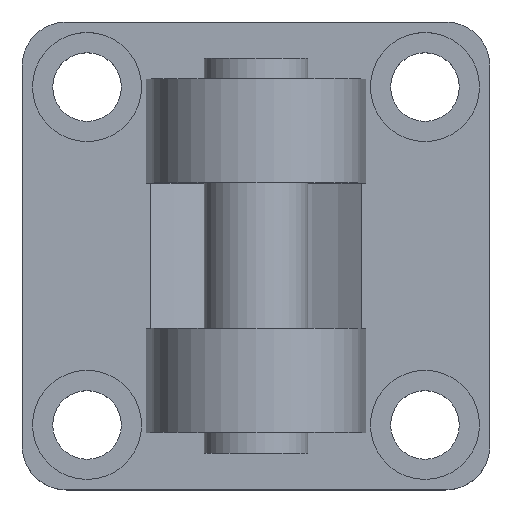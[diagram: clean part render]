
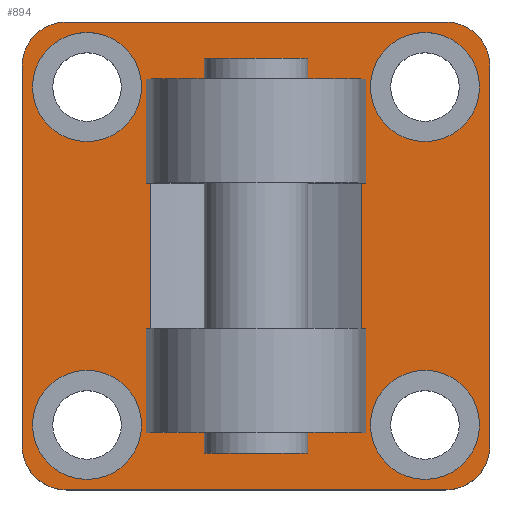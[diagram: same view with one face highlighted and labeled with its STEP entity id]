
A CAD part, top view. The second image highlights one B-rep face of the part: STEP entity #894.
In plain terms, the highlighted planar face has unit normal (0, 0, 1).
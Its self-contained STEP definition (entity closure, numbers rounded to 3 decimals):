
#39=CIRCLE('',#940,5.25);
#40=CIRCLE('',#941,5.25);
#41=CIRCLE('',#942,5.25);
#42=CIRCLE('',#943,5.25);
#43=CIRCLE('',#944,4.25);
#44=CIRCLE('',#945,4.25);
#45=CIRCLE('',#946,4.25);
#46=CIRCLE('',#947,4.25);
#77=ORIENTED_EDGE('',*,*,#233,.F.);
#78=ORIENTED_EDGE('',*,*,#234,.T.);
#79=ORIENTED_EDGE('',*,*,#235,.T.);
#80=ORIENTED_EDGE('',*,*,#236,.T.);
#81=ORIENTED_EDGE('',*,*,#237,.T.);
#82=ORIENTED_EDGE('',*,*,#238,.F.);
#83=ORIENTED_EDGE('',*,*,#239,.T.);
#84=ORIENTED_EDGE('',*,*,#240,.T.);
#85=ORIENTED_EDGE('',*,*,#241,.T.);
#86=ORIENTED_EDGE('',*,*,#242,.T.);
#87=ORIENTED_EDGE('',*,*,#243,.T.);
#88=ORIENTED_EDGE('',*,*,#244,.F.);
#89=ORIENTED_EDGE('',*,*,#245,.T.);
#90=ORIENTED_EDGE('',*,*,#246,.T.);
#91=ORIENTED_EDGE('',*,*,#247,.T.);
#92=ORIENTED_EDGE('',*,*,#248,.T.);
#93=ORIENTED_EDGE('',*,*,#249,.F.);
#94=ORIENTED_EDGE('',*,*,#250,.F.);
#95=ORIENTED_EDGE('',*,*,#251,.F.);
#96=ORIENTED_EDGE('',*,*,#252,.F.);
#97=ORIENTED_EDGE('',*,*,#253,.F.);
#98=ORIENTED_EDGE('',*,*,#254,.F.);
#99=ORIENTED_EDGE('',*,*,#255,.F.);
#100=ORIENTED_EDGE('',*,*,#256,.F.);
#233=EDGE_CURVE('',#311,#312,#371,.T.);
#234=EDGE_CURVE('',#311,#313,#372,.T.);
#235=EDGE_CURVE('',#313,#314,#373,.T.);
#236=EDGE_CURVE('',#314,#315,#374,.T.);
#237=EDGE_CURVE('',#315,#316,#375,.T.);
#238=EDGE_CURVE('',#317,#316,#376,.T.);
#239=EDGE_CURVE('',#317,#318,#377,.T.);
#240=EDGE_CURVE('',#318,#319,#378,.T.);
#241=EDGE_CURVE('',#319,#320,#379,.T.);
#242=EDGE_CURVE('',#320,#321,#380,.T.);
#243=EDGE_CURVE('',#321,#322,#381,.T.);
#244=EDGE_CURVE('',#312,#322,#382,.T.);
#245=EDGE_CURVE('',#323,#323,#39,.T.);
#246=EDGE_CURVE('',#324,#324,#40,.T.);
#247=EDGE_CURVE('',#325,#325,#41,.T.);
#248=EDGE_CURVE('',#326,#326,#42,.T.);
#249=EDGE_CURVE('',#327,#328,#43,.T.);
#250=EDGE_CURVE('',#329,#327,#383,.T.);
#251=EDGE_CURVE('',#330,#329,#44,.T.);
#252=EDGE_CURVE('',#331,#330,#384,.T.);
#253=EDGE_CURVE('',#332,#331,#45,.T.);
#254=EDGE_CURVE('',#333,#332,#385,.T.);
#255=EDGE_CURVE('',#334,#333,#46,.T.);
#256=EDGE_CURVE('',#328,#334,#386,.T.);
#311=VERTEX_POINT('',#1218);
#312=VERTEX_POINT('',#1219);
#313=VERTEX_POINT('',#1221);
#314=VERTEX_POINT('',#1223);
#315=VERTEX_POINT('',#1225);
#316=VERTEX_POINT('',#1227);
#317=VERTEX_POINT('',#1229);
#318=VERTEX_POINT('',#1231);
#319=VERTEX_POINT('',#1233);
#320=VERTEX_POINT('',#1235);
#321=VERTEX_POINT('',#1237);
#322=VERTEX_POINT('',#1239);
#323=VERTEX_POINT('',#1242);
#324=VERTEX_POINT('',#1244);
#325=VERTEX_POINT('',#1246);
#326=VERTEX_POINT('',#1248);
#327=VERTEX_POINT('',#1250);
#328=VERTEX_POINT('',#1251);
#329=VERTEX_POINT('',#1253);
#330=VERTEX_POINT('',#1255);
#331=VERTEX_POINT('',#1257);
#332=VERTEX_POINT('',#1259);
#333=VERTEX_POINT('',#1261);
#334=VERTEX_POINT('',#1263);
#371=LINE('',#1217,#411);
#372=LINE('',#1220,#412);
#373=LINE('',#1222,#413);
#374=LINE('',#1224,#414);
#375=LINE('',#1226,#415);
#376=LINE('',#1228,#416);
#377=LINE('',#1230,#417);
#378=LINE('',#1232,#418);
#379=LINE('',#1234,#419);
#380=LINE('',#1236,#420);
#381=LINE('',#1238,#421);
#382=LINE('',#1240,#422);
#383=LINE('',#1252,#423);
#384=LINE('',#1256,#424);
#385=LINE('',#1260,#425);
#386=LINE('',#1264,#426);
#411=VECTOR('',#1021,1000.);
#412=VECTOR('',#1022,1000.);
#413=VECTOR('',#1023,1000.);
#414=VECTOR('',#1024,1000.);
#415=VECTOR('',#1025,1000.);
#416=VECTOR('',#1026,1000.);
#417=VECTOR('',#1027,1000.);
#418=VECTOR('',#1028,1000.);
#419=VECTOR('',#1029,1000.);
#420=VECTOR('',#1030,1000.);
#421=VECTOR('',#1031,1000.);
#422=VECTOR('',#1032,1000.);
#423=VECTOR('',#1043,1000.);
#424=VECTOR('',#1046,1000.);
#425=VECTOR('',#1049,1000.);
#426=VECTOR('',#1052,1000.);
#451=EDGE_LOOP('',(#77,#78,#79,#80,#81,#82,#83,#84,#85,#86,#87,#88));
#452=EDGE_LOOP('',(#89));
#453=EDGE_LOOP('',(#90));
#454=EDGE_LOOP('',(#91));
#455=EDGE_LOOP('',(#92));
#456=EDGE_LOOP('',(#93,#94,#95,#96,#97,#98,#99,#100));
#521=FACE_BOUND('',#451,.T.);
#522=FACE_BOUND('',#452,.T.);
#523=FACE_BOUND('',#453,.T.);
#524=FACE_BOUND('',#454,.T.);
#525=FACE_BOUND('',#455,.T.);
#526=FACE_BOUND('',#456,.T.);
#591=PLANE('',#939);
#894=ADVANCED_FACE('',(#521,#522,#523,#524,#525,#526),#591,.T.);
#939=AXIS2_PLACEMENT_3D('',#1216,#1019,#1020);
#940=AXIS2_PLACEMENT_3D('',#1241,#1033,#1034);
#941=AXIS2_PLACEMENT_3D('',#1243,#1035,#1036);
#942=AXIS2_PLACEMENT_3D('',#1245,#1037,#1038);
#943=AXIS2_PLACEMENT_3D('',#1247,#1039,#1040);
#944=AXIS2_PLACEMENT_3D('',#1249,#1041,#1042);
#945=AXIS2_PLACEMENT_3D('',#1254,#1044,#1045);
#946=AXIS2_PLACEMENT_3D('',#1258,#1047,#1048);
#947=AXIS2_PLACEMENT_3D('',#1262,#1050,#1051);
#1019=DIRECTION('',(0.,0.,1.));
#1020=DIRECTION('',(1.,0.,0.));
#1021=DIRECTION('',(0.,1.,0.));
#1022=DIRECTION('',(1.,0.,0.));
#1023=DIRECTION('',(0.,-1.,0.));
#1024=DIRECTION('',(-1.,0.,0.));
#1025=DIRECTION('',(0.,1.,0.));
#1026=DIRECTION('',(-1.,0.,0.));
#1027=DIRECTION('',(0.,1.,0.));
#1028=DIRECTION('',(-1.,0.,0.));
#1029=DIRECTION('',(0.,1.,0.));
#1030=DIRECTION('',(1.,0.,0.));
#1031=DIRECTION('',(0.,-1.,0.));
#1032=DIRECTION('',(1.,0.,0.));
#1033=DIRECTION('',(0.,0.,-1.));
#1034=DIRECTION('',(1.,0.,0.));
#1035=DIRECTION('',(0.,0.,-1.));
#1036=DIRECTION('',(1.,0.,0.));
#1037=DIRECTION('',(0.,0.,-1.));
#1038=DIRECTION('',(1.,0.,0.));
#1039=DIRECTION('',(0.,0.,-1.));
#1040=DIRECTION('',(1.,0.,0.));
#1041=DIRECTION('',(0.,0.,-1.));
#1042=DIRECTION('',(0.707,-0.707,0.));
#1043=DIRECTION('',(0.,-1.,0.));
#1044=DIRECTION('',(0.,0.,-1.));
#1045=DIRECTION('',(0.707,0.707,0.));
#1046=DIRECTION('',(1.,0.,0.));
#1047=DIRECTION('',(0.,0.,-1.));
#1048=DIRECTION('',(-0.707,0.707,0.));
#1049=DIRECTION('',(0.,1.,0.));
#1050=DIRECTION('',(0.,0.,-1.));
#1051=DIRECTION('',(-0.707,-0.707,0.));
#1052=DIRECTION('',(-1.,0.,0.));
#1216=CARTESIAN_POINT('',(0.,0.,9.));
#1217=CARTESIAN_POINT('',(10.161,-7.,9.));
#1218=CARTESIAN_POINT('',(10.161,-7.,9.));
#1219=CARTESIAN_POINT('',(10.161,7.,9.));
#1220=CARTESIAN_POINT('',(0.,-7.,9.));
#1221=CARTESIAN_POINT('',(10.577,-7.,9.));
#1222=CARTESIAN_POINT('',(10.577,-7.,9.));
#1223=CARTESIAN_POINT('',(10.577,-17.,9.));
#1224=CARTESIAN_POINT('',(10.577,-17.,9.));
#1225=CARTESIAN_POINT('',(-10.577,-17.,9.));
#1226=CARTESIAN_POINT('',(-10.577,-17.,9.));
#1227=CARTESIAN_POINT('',(-10.577,-7.,9.));
#1228=CARTESIAN_POINT('',(22.5,-7.,9.));
#1229=CARTESIAN_POINT('',(-10.161,-7.,9.));
#1230=CARTESIAN_POINT('',(-10.161,-7.,9.));
#1231=CARTESIAN_POINT('',(-10.161,7.,9.));
#1232=CARTESIAN_POINT('',(0.,7.,9.));
#1233=CARTESIAN_POINT('',(-10.577,7.,9.));
#1234=CARTESIAN_POINT('',(-10.577,7.,9.));
#1235=CARTESIAN_POINT('',(-10.577,17.,9.));
#1236=CARTESIAN_POINT('',(-10.577,17.,9.));
#1237=CARTESIAN_POINT('',(10.577,17.,9.));
#1238=CARTESIAN_POINT('',(10.577,17.,9.));
#1239=CARTESIAN_POINT('',(10.577,7.,9.));
#1240=CARTESIAN_POINT('',(22.5,7.,9.));
#1241=CARTESIAN_POINT('',(16.25,-16.25,9.));
#1242=CARTESIAN_POINT('',(21.5,-16.25,9.));
#1243=CARTESIAN_POINT('',(-16.25,16.25,9.));
#1244=CARTESIAN_POINT('',(-11.,16.25,9.));
#1245=CARTESIAN_POINT('',(-16.25,-16.25,9.));
#1246=CARTESIAN_POINT('',(-11.,-16.25,9.));
#1247=CARTESIAN_POINT('',(16.25,16.25,9.));
#1248=CARTESIAN_POINT('',(21.5,16.25,9.));
#1249=CARTESIAN_POINT('',(18.25,-18.25,9.));
#1250=CARTESIAN_POINT('',(22.5,-18.25,9.));
#1251=CARTESIAN_POINT('',(18.25,-22.5,9.));
#1252=CARTESIAN_POINT('',(22.5,18.25,9.));
#1253=CARTESIAN_POINT('',(22.5,18.25,9.));
#1254=CARTESIAN_POINT('',(18.25,18.25,9.));
#1255=CARTESIAN_POINT('',(18.25,22.5,9.));
#1256=CARTESIAN_POINT('',(-18.25,22.5,9.));
#1257=CARTESIAN_POINT('',(-18.25,22.5,9.));
#1258=CARTESIAN_POINT('',(-18.25,18.25,9.));
#1259=CARTESIAN_POINT('',(-22.5,18.25,9.));
#1260=CARTESIAN_POINT('',(-22.5,-18.25,9.));
#1261=CARTESIAN_POINT('',(-22.5,-18.25,9.));
#1262=CARTESIAN_POINT('',(-18.25,-18.25,9.));
#1263=CARTESIAN_POINT('',(-18.25,-22.5,9.));
#1264=CARTESIAN_POINT('',(18.25,-22.5,9.));
